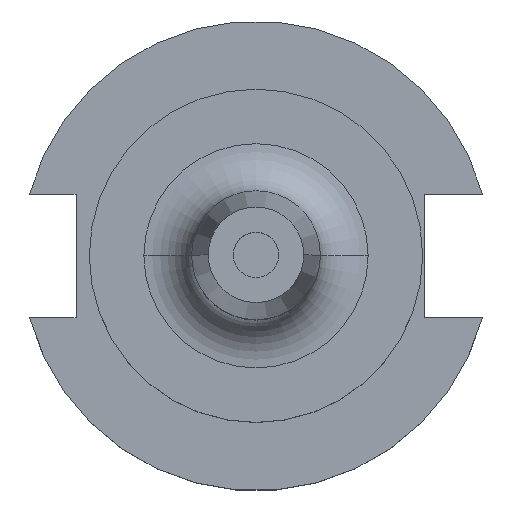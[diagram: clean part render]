
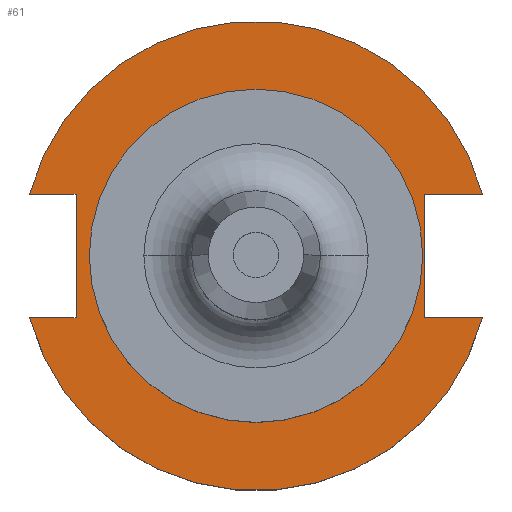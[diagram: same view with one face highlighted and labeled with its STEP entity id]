
A CAD part, top view. The second image highlights one B-rep face of the part: STEP entity #61.
In plain terms, the highlighted planar face has unit normal (0, 0, 1).
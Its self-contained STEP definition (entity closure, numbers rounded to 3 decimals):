
#16 = DIRECTION ( 'NONE',  ( 1., 0., 0. ) ) ;
#23 = EDGE_CURVE ( 'NONE', #1117, #583, #338, .T. ) ;
#29 = VERTEX_POINT ( 'NONE', #890 ) ;
#61 = ADVANCED_FACE ( 'NONE', ( #1397, #1305 ), #469, .T. ) ;
#62 = CARTESIAN_POINT ( 'NONE',  ( -63.719, 12.954, 19.05 ) ) ;
#74 = LINE ( 'NONE', #576, #1028 ) ;
#78 = AXIS2_PLACEMENT_3D ( 'NONE', #718, #1537, #1399 ) ;
#105 = DIRECTION ( 'NONE',  ( 0., 0., 1. ) ) ;
#212 = LINE ( 'NONE', #991, #953 ) ;
#252 = ORIENTED_EDGE ( 'NONE', *, *, #506, .F. ) ;
#306 = DIRECTION ( 'NONE',  ( 0., 1., 0. ) ) ;
#318 = ORIENTED_EDGE ( 'NONE', *, *, #417, .F. ) ;
#338 = LINE ( 'NONE', #1442, #1704 ) ;
#341 = VECTOR ( 'NONE', #306, 1000. ) ;
#393 = CARTESIAN_POINT ( 'NONE',  ( -34.925, 0., 19.05 ) ) ;
#401 = AXIS2_PLACEMENT_3D ( 'NONE', #1243, #980, #976 ) ;
#413 = DIRECTION ( 'NONE',  ( 1., 0., 0. ) ) ;
#414 = EDGE_CURVE ( 'NONE', #1265, #471, #515, .T. ) ;
#417 = EDGE_CURVE ( 'NONE', #488, #471, #847, .T. ) ;
#469 = PLANE ( 'NONE',  #1484 ) ;
#471 = VERTEX_POINT ( 'NONE', #1411 ) ;
#474 = VECTOR ( 'NONE', #744, 1000. ) ;
#488 = VERTEX_POINT ( 'NONE', #586 ) ;
#503 = EDGE_LOOP ( 'NONE', ( #1439, #612, #1637, #1527, #637, #318, #252, #1226 ) ) ;
#506 = EDGE_CURVE ( 'NONE', #1060, #488, #758, .T. ) ;
#515 = CIRCLE ( 'NONE', #78, 49.212 ) ;
#569 = DIRECTION ( 'NONE',  ( -1., 0., 0. ) ) ;
#570 = CARTESIAN_POINT ( 'NONE',  ( -47.477, -12.954, 19.05 ) ) ;
#576 = CARTESIAN_POINT ( 'NONE',  ( 35.306, 12.954, 19.05 ) ) ;
#583 = VERTEX_POINT ( 'NONE', #978 ) ;
#586 = CARTESIAN_POINT ( 'NONE',  ( -37.719, 12.954, 19.05 ) ) ;
#606 = EDGE_CURVE ( 'NONE', #1505, #1060, #212, .T. ) ;
#612 = ORIENTED_EDGE ( 'NONE', *, *, #682, .F. ) ;
#637 = ORIENTED_EDGE ( 'NONE', *, *, #414, .T. ) ;
#651 = DIRECTION ( 'NONE',  ( 0., 0., 1. ) ) ;
#682 = EDGE_CURVE ( 'NONE', #583, #29, #1082, .T. ) ;
#687 = CARTESIAN_POINT ( 'NONE',  ( 35.306, -12.954, 19.05 ) ) ;
#706 = EDGE_LOOP ( 'NONE', ( #1075, #983 ) ) ;
#716 = EDGE_CURVE ( 'NONE', #1165, #1349, #888, .T. ) ;
#718 = CARTESIAN_POINT ( 'NONE',  ( 0., 0., 19.05 ) ) ;
#744 = DIRECTION ( 'NONE',  ( -1., 0., 0. ) ) ;
#758 = LINE ( 'NONE', #1260, #341 ) ;
#759 = AXIS2_PLACEMENT_3D ( 'NONE', #1463, #651, #1596 ) ;
#847 = LINE ( 'NONE', #62, #474 ) ;
#853 = EDGE_CURVE ( 'NONE', #1265, #1117, #74, .T. ) ;
#875 = CARTESIAN_POINT ( 'NONE',  ( 0., 49.212, 19.05 ) ) ;
#888 = CIRCLE ( 'NONE', #401, 34.925 ) ;
#890 = CARTESIAN_POINT ( 'NONE',  ( 47.477, -12.954, 19.05 ) ) ;
#910 = DIRECTION ( 'NONE',  ( 0., 0., 1. ) ) ;
#922 = CARTESIAN_POINT ( 'NONE',  ( 0., 0., 19.05 ) ) ;
#924 = VECTOR ( 'NONE', #413, 1000. ) ;
#940 = AXIS2_PLACEMENT_3D ( 'NONE', #922, #105, #1051 ) ;
#953 = VECTOR ( 'NONE', #16, 1000. ) ;
#976 = DIRECTION ( 'NONE',  ( 1., 0., 0. ) ) ;
#977 = EDGE_CURVE ( 'NONE', #1349, #1165, #1179, .T. ) ;
#978 = CARTESIAN_POINT ( 'NONE',  ( 35.306, -12.954, 19.05 ) ) ;
#980 = DIRECTION ( 'NONE',  ( 0., 0., 1. ) ) ;
#983 = ORIENTED_EDGE ( 'NONE', *, *, #977, .F. ) ;
#987 = EDGE_CURVE ( 'NONE', #1505, #29, #1583, .T. ) ;
#991 = CARTESIAN_POINT ( 'NONE',  ( -63.719, -12.954, 19.05 ) ) ;
#1028 = VECTOR ( 'NONE', #569, 1000. ) ;
#1051 = DIRECTION ( 'NONE',  ( 1., 0., 0. ) ) ;
#1060 = VERTEX_POINT ( 'NONE', #1485 ) ;
#1075 = ORIENTED_EDGE ( 'NONE', *, *, #716, .F. ) ;
#1082 = LINE ( 'NONE', #687, #924 ) ;
#1098 = CARTESIAN_POINT ( 'NONE',  ( 34.925, 0., 19.05 ) ) ;
#1117 = VERTEX_POINT ( 'NONE', #1633 ) ;
#1165 = VERTEX_POINT ( 'NONE', #1098 ) ;
#1179 = CIRCLE ( 'NONE', #759, 34.925 ) ;
#1226 = ORIENTED_EDGE ( 'NONE', *, *, #606, .F. ) ;
#1243 = CARTESIAN_POINT ( 'NONE',  ( 0., 0., 19.05 ) ) ;
#1260 = CARTESIAN_POINT ( 'NONE',  ( -37.719, 12.954, 19.05 ) ) ;
#1265 = VERTEX_POINT ( 'NONE', #1606 ) ;
#1298 = DIRECTION ( 'NONE',  ( 0., -1., 0. ) ) ;
#1305 = FACE_OUTER_BOUND ( 'NONE', #503, .T. ) ;
#1349 = VERTEX_POINT ( 'NONE', #393 ) ;
#1397 = FACE_BOUND ( 'NONE', #706, .T. ) ;
#1399 = DIRECTION ( 'NONE',  ( 1., 0., 0. ) ) ;
#1411 = CARTESIAN_POINT ( 'NONE',  ( -47.477, 12.954, 19.05 ) ) ;
#1439 = ORIENTED_EDGE ( 'NONE', *, *, #987, .T. ) ;
#1442 = CARTESIAN_POINT ( 'NONE',  ( 35.306, 12.954, 19.05 ) ) ;
#1461 = DIRECTION ( 'NONE',  ( 1., 0., 0. ) ) ;
#1463 = CARTESIAN_POINT ( 'NONE',  ( 0., 0., 19.05 ) ) ;
#1484 = AXIS2_PLACEMENT_3D ( 'NONE', #875, #910, #1461 ) ;
#1485 = CARTESIAN_POINT ( 'NONE',  ( -37.719, -12.954, 19.05 ) ) ;
#1505 = VERTEX_POINT ( 'NONE', #570 ) ;
#1527 = ORIENTED_EDGE ( 'NONE', *, *, #853, .F. ) ;
#1537 = DIRECTION ( 'NONE',  ( 0., 0., 1. ) ) ;
#1583 = CIRCLE ( 'NONE', #940, 49.212 ) ;
#1596 = DIRECTION ( 'NONE',  ( 1., 0., 0. ) ) ;
#1606 = CARTESIAN_POINT ( 'NONE',  ( 47.477, 12.954, 19.05 ) ) ;
#1633 = CARTESIAN_POINT ( 'NONE',  ( 35.306, 12.954, 19.05 ) ) ;
#1637 = ORIENTED_EDGE ( 'NONE', *, *, #23, .F. ) ;
#1704 = VECTOR ( 'NONE', #1298, 1000. ) ;
